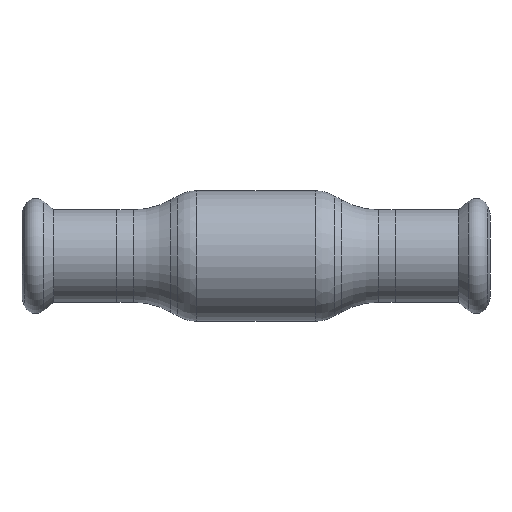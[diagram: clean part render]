
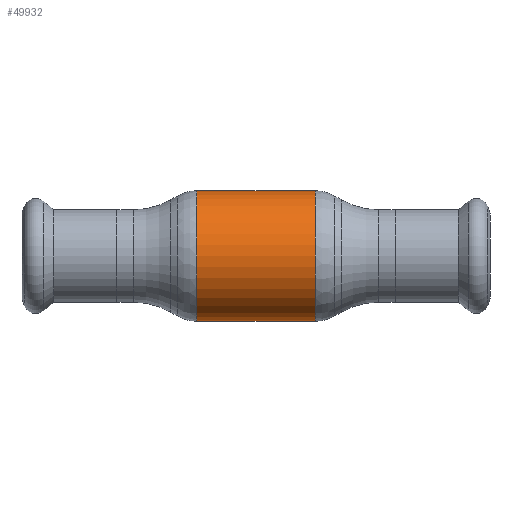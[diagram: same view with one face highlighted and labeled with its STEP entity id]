
A CAD part, front view. The second image highlights one B-rep face of the part: STEP entity #49932.
In plain terms, the highlighted cylindrical face has radius 15 mm (diameter 30 mm), a partial arc.
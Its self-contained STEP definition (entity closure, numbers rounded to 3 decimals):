
#559 = DIRECTION ( 'NONE',  ( 0., 0., 1. ) ) ;
#2871 = AXIS2_PLACEMENT_3D ( 'NONE', #58279, #15879, #44482 ) ;
#2981 = VERTEX_POINT ( 'NONE', #43712 ) ;
#3247 = VERTEX_POINT ( 'NONE', #7666 ) ;
#6602 = VECTOR ( 'NONE', #11727, 1000. ) ;
#7364 = AXIS2_PLACEMENT_3D ( 'NONE', #53227, #58289, #35156 ) ;
#7666 = CARTESIAN_POINT ( 'NONE',  ( -13.588, 0., 15. ) ) ;
#10401 = CIRCLE ( 'NONE', #23899, 15. ) ;
#11727 = DIRECTION ( 'NONE',  ( -1., 0., 0. ) ) ;
#13544 = FACE_OUTER_BOUND ( 'NONE', #23715, .T. ) ;
#15879 = DIRECTION ( 'NONE',  ( -1., 0., 0. ) ) ;
#18444 = LINE ( 'NONE', #22680, #34466 ) ;
#21202 = VERTEX_POINT ( 'NONE', #37646 ) ;
#21827 = CIRCLE ( 'NONE', #7364, 15. ) ;
#22680 = CARTESIAN_POINT ( 'NONE',  ( -62.69, 0., 15. ) ) ;
#23715 = EDGE_LOOP ( 'NONE', ( #53662, #27991, #30656, #53041 ) ) ;
#23899 = AXIS2_PLACEMENT_3D ( 'NONE', #44643, #54251, #559 ) ;
#24680 = VERTEX_POINT ( 'NONE', #47938 ) ;
#27991 = ORIENTED_EDGE ( 'NONE', *, *, #39561, .T. ) ;
#28614 = EDGE_CURVE ( 'NONE', #2981, #3247, #18444, .T. ) ;
#30656 = ORIENTED_EDGE ( 'NONE', *, *, #28614, .T. ) ;
#34466 = VECTOR ( 'NONE', #36846, 1000. ) ;
#35156 = DIRECTION ( 'NONE',  ( 0., 0., 1. ) ) ;
#36846 = DIRECTION ( 'NONE',  ( -1., 0., 0. ) ) ;
#37646 = CARTESIAN_POINT ( 'NONE',  ( -13.588, 0., -15. ) ) ;
#39141 = LINE ( 'NONE', #57460, #6602 ) ;
#39561 = EDGE_CURVE ( 'NONE', #24680, #2981, #21827, .T. ) ;
#43712 = CARTESIAN_POINT ( 'NONE',  ( 13.588, 0., 15. ) ) ;
#44482 = DIRECTION ( 'NONE',  ( 0., 0., 1. ) ) ;
#44578 = CYLINDRICAL_SURFACE ( 'NONE', #2871, 15. ) ;
#44643 = CARTESIAN_POINT ( 'NONE',  ( -13.588, 0., 0. ) ) ;
#47938 = CARTESIAN_POINT ( 'NONE',  ( 13.588, 0., -15. ) ) ;
#48778 = EDGE_CURVE ( 'NONE', #21202, #3247, #10401, .T. ) ;
#49932 = ADVANCED_FACE ( 'NONE', ( #13544 ), #44578, .T. ) ;
#53041 = ORIENTED_EDGE ( 'NONE', *, *, #48778, .F. ) ;
#53227 = CARTESIAN_POINT ( 'NONE',  ( 13.588, 0., 0. ) ) ;
#53662 = ORIENTED_EDGE ( 'NONE', *, *, #56813, .F. ) ;
#54251 = DIRECTION ( 'NONE',  ( -1., 0., 0. ) ) ;
#56813 = EDGE_CURVE ( 'NONE', #24680, #21202, #39141, .T. ) ;
#57460 = CARTESIAN_POINT ( 'NONE',  ( -62.69, 0., -15. ) ) ;
#58279 = CARTESIAN_POINT ( 'NONE',  ( -62.69, 0., 0. ) ) ;
#58289 = DIRECTION ( 'NONE',  ( -1., 0., 0. ) ) ;
